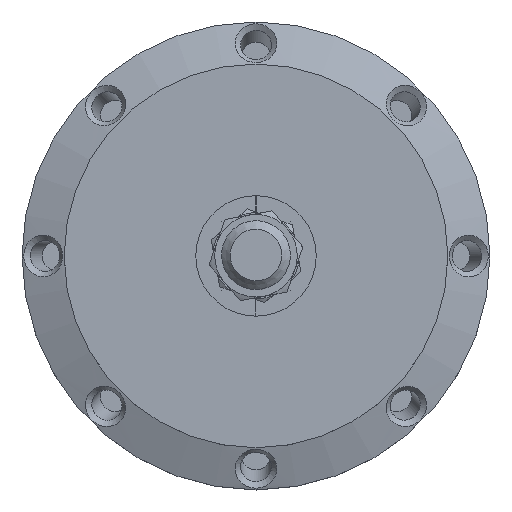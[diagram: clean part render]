
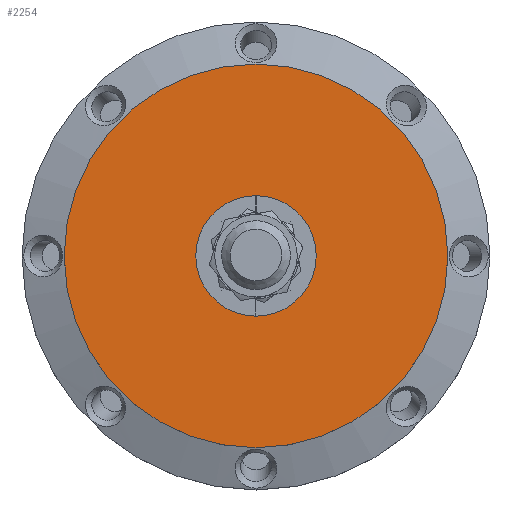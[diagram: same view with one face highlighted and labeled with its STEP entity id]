
A CAD part, top view. The second image highlights one B-rep face of the part: STEP entity #2254.
In plain terms, the highlighted planar face has unit normal (0, 0, 1).
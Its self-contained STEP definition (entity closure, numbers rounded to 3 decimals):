
#315=CARTESIAN_POINT('',(0.0,-17.5,22.0));
#316=VERTEX_POINT('',#315);
#317=CARTESIAN_POINT('',(0.0,0.,22.));
#318=DIRECTION('',(0.0,0.0,1.0));
#319=DIRECTION('',(0.0,-1.0,0.0));
#320=AXIS2_PLACEMENT_3D('',#317,#318,#319);
#321=CIRCLE('',#320,17.5);
#322=EDGE_CURVE('',#316,#316,#321,.T.);
#2235=CARTESIAN_POINT('',(0.0,37.875,22.0));
#2236=DIRECTION('',(0.0,0.0,1.0));
#2237=DIRECTION('',(1.0,0.0,0.0));
#2238=AXIS2_PLACEMENT_3D('',#2235,#2236,#2237);
#2239=PLANE('',#2238);
#2240=CARTESIAN_POINT('',(0.0,55.75,22.));
#2241=VERTEX_POINT('',#2240);
#2242=CARTESIAN_POINT('',(0.0,0.0,22.));
#2243=DIRECTION('',(0.0,0.0,-1.0));
#2244=DIRECTION('',(0.0,1.0,0.0));
#2245=AXIS2_PLACEMENT_3D('',#2242,#2243,#2244);
#2246=CIRCLE('',#2245,55.75);
#2247=EDGE_CURVE('',#2241,#2241,#2246,.T.);
#2248=ORIENTED_EDGE('',*,*,#2247,.F.);
#2249=EDGE_LOOP('',(#2248));
#2250=FACE_OUTER_BOUND('',#2249,.T.);
#2251=ORIENTED_EDGE('',*,*,#322,.F.);
#2252=EDGE_LOOP('',(#2251));
#2253=FACE_BOUND('',#2252,.T.);
#2254=ADVANCED_FACE('',(#2250,#2253),#2239,.T.);
